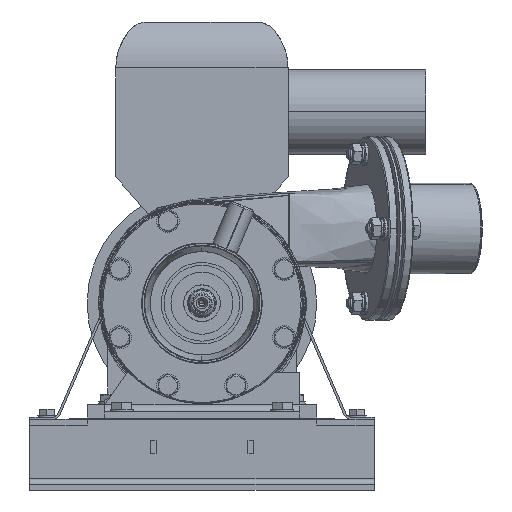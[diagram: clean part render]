
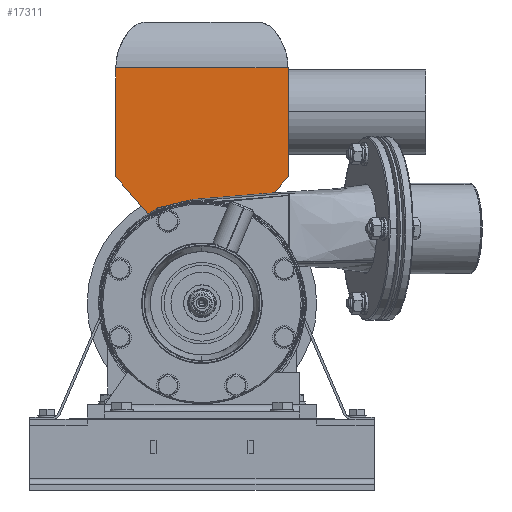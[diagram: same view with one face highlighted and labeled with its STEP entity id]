
A CAD part, front view. The second image highlights one B-rep face of the part: STEP entity #17311.
In plain terms, the highlighted planar face has unit normal (0, -1, 0).
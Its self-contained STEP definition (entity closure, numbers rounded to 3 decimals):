
#1489 = CARTESIAN_POINT ( 'NONE',  ( 75., 630.465, 272.8 ) ) ;
#6990 = FACE_OUTER_BOUND ( 'NONE', #64316, .T. ) ;
#8611 = CARTESIAN_POINT ( 'NONE',  ( 0., 630.465, 162.7 ) ) ;
#9595 = LINE ( 'NONE', #43029, #83277 ) ;
#14693 = VERTEX_POINT ( 'NONE', #72165 ) ;
#17311 = ADVANCED_FACE ( 'NONE', ( #6990 ), #21835, .F. ) ;
#17373 = DIRECTION ( 'NONE',  ( 0., 1., 0. ) ) ;
#18461 = EDGE_CURVE ( 'NONE', #14693, #42945, #30594, .T. ) ;
#18591 = EDGE_CURVE ( 'NONE', #53128, #102726, #76587, .T. ) ;
#21835 = PLANE ( 'NONE',  #47772 ) ;
#22373 = DIRECTION ( 'NONE',  ( 0., 0., 1. ) ) ;
#22821 = ORIENTED_EDGE ( 'NONE', *, *, #18461, .T. ) ;
#30594 = LINE ( 'NONE', #40446, #60218 ) ;
#33182 = CARTESIAN_POINT ( 'NONE',  ( -75., 630.465, 272.8 ) ) ;
#34923 = DIRECTION ( 'NONE',  ( -0.655, 0., -0.755 ) ) ;
#37189 = VECTOR ( 'NONE', #107931, 1000. ) ;
#40446 = CARTESIAN_POINT ( 'NONE',  ( 75., 630.465, 367.7 ) ) ;
#40947 = VECTOR ( 'NONE', #34923, 1000. ) ;
#42945 = VERTEX_POINT ( 'NONE', #46947 ) ;
#43029 = CARTESIAN_POINT ( 'NONE',  ( -75., 630.465, 272.8 ) ) ;
#43558 = DIRECTION ( 'NONE',  ( 0., 0., 1. ) ) ;
#46947 = CARTESIAN_POINT ( 'NONE',  ( -75., 630.465, 367.7 ) ) ;
#47772 = AXIS2_PLACEMENT_3D ( 'NONE', #48114, #84105, #22373 ) ;
#48114 = CARTESIAN_POINT ( 'NONE',  ( -75., 630.465, 62.699 ) ) ;
#48653 = LINE ( 'NONE', #57946, #97671 ) ;
#49787 = VERTEX_POINT ( 'NONE', #33182 ) ;
#51897 = ORIENTED_EDGE ( 'NONE', *, *, #82300, .T. ) ;
#52651 = EDGE_CURVE ( 'NONE', #53128, #14693, #48653, .T. ) ;
#53128 = VERTEX_POINT ( 'NONE', #88705 ) ;
#57946 = CARTESIAN_POINT ( 'NONE',  ( 75., 630.465, 272.8 ) ) ;
#59583 = DIRECTION ( 'NONE',  ( -0.515, 0., 0.857 ) ) ;
#60218 = VECTOR ( 'NONE', #64049, 1000. ) ;
#64049 = DIRECTION ( 'NONE',  ( -1., 0., 0. ) ) ;
#64316 = EDGE_LOOP ( 'NONE', ( #51897, #85976, #70711, #70269, #22821, #65967 ) ) ;
#65967 = ORIENTED_EDGE ( 'NONE', *, *, #69546, .F. ) ;
#69546 = EDGE_CURVE ( 'NONE', #49787, #42945, #9595, .T. ) ;
#70202 = LINE ( 'NONE', #100243, #37189 ) ;
#70269 = ORIENTED_EDGE ( 'NONE', *, *, #52651, .T. ) ;
#70711 = ORIENTED_EDGE ( 'NONE', *, *, #18591, .F. ) ;
#72165 = CARTESIAN_POINT ( 'NONE',  ( 75., 630.465, 367.7 ) ) ;
#73993 = CIRCLE ( 'NONE', #100268, 90. ) ;
#76587 = LINE ( 'NONE', #1489, #40947 ) ;
#82300 = EDGE_CURVE ( 'NONE', #49787, #108006, #70202, .T. ) ;
#83277 = VECTOR ( 'NONE', #43558, 1000. ) ;
#84105 = DIRECTION ( 'NONE',  ( 0., 1., 0. ) ) ;
#85976 = ORIENTED_EDGE ( 'NONE', *, *, #98622, .T. ) ;
#88705 = CARTESIAN_POINT ( 'NONE',  ( 75., 630.465, 272.8 ) ) ;
#96830 = CARTESIAN_POINT ( 'NONE',  ( 46.384, 630.465, 239.827 ) ) ;
#97671 = VECTOR ( 'NONE', #99045, 1000. ) ;
#98622 = EDGE_CURVE ( 'NONE', #108006, #102726, #73993, .T. ) ;
#99045 = DIRECTION ( 'NONE',  ( 0., 0., 1. ) ) ;
#100243 = CARTESIAN_POINT ( 'NONE',  ( -75., 630.465, 272.8 ) ) ;
#100268 = AXIS2_PLACEMENT_3D ( 'NONE', #8611, #17373, #59583 ) ;
#102726 = VERTEX_POINT ( 'NONE', #96830 ) ;
#107258 = CARTESIAN_POINT ( 'NONE',  ( -46.384, 630.465, 239.827 ) ) ;
#107931 = DIRECTION ( 'NONE',  ( 0.655, 0., -0.755 ) ) ;
#108006 = VERTEX_POINT ( 'NONE', #107258 ) ;
